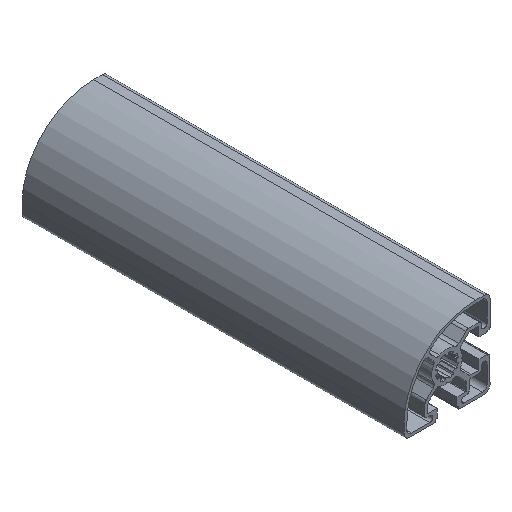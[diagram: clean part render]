
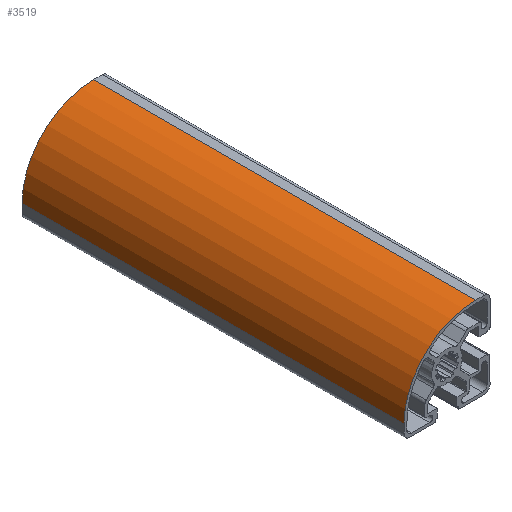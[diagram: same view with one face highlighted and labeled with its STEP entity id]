
A CAD part, isometric view. The second image highlights one B-rep face of the part: STEP entity #3519.
In plain terms, the highlighted cylindrical face has radius 37.5 mm (diameter 75 mm), a partial arc.
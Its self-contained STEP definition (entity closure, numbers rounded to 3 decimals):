
#235=FACE_OUTER_BOUND('',#415,.T.);
#415=EDGE_LOOP('',(#2767,#2768,#2769,#2770));
#618=LINE('',#5617,#932);
#706=LINE('',#5935,#1020);
#932=VECTOR('',#4514,200.);
#1020=VECTOR('',#4858,200.);
#1271=CIRCLE('',#3884,37.5);
#1272=CIRCLE('',#3885,37.5);
#1493=VERTEX_POINT('',#5614);
#1494=VERTEX_POINT('',#5616);
#1595=VERTEX_POINT('',#5932);
#1596=VERTEX_POINT('',#5934);
#1932=EDGE_CURVE('',#1493,#1494,#618,.T.);
#2092=EDGE_CURVE('',#1493,#1595,#1271,.T.);
#2093=EDGE_CURVE('',#1595,#1596,#706,.T.);
#2094=EDGE_CURVE('',#1494,#1596,#1272,.T.);
#2767=ORIENTED_EDGE('',*,*,#2092,.T.);
#2768=ORIENTED_EDGE('',*,*,#2093,.T.);
#2769=ORIENTED_EDGE('',*,*,#2094,.F.);
#2770=ORIENTED_EDGE('',*,*,#1932,.F.);
#3358=CYLINDRICAL_SURFACE('',#3883,37.5);
#3519=ADVANCED_FACE('',(#235),#3358,.T.);
#3883=AXIS2_PLACEMENT_3D('',#5931,#4854,#4855);
#3884=AXIS2_PLACEMENT_3D('',#5933,#4856,#4857);
#3885=AXIS2_PLACEMENT_3D('',#5936,#4859,#4860);
#4514=DIRECTION('',(0.,-1.,0.));
#4854=DIRECTION('center_axis',(0.,1.,0.));
#4855=DIRECTION('ref_axis',(1.,0.,0.));
#4856=DIRECTION('center_axis',(0.,-1.,0.));
#4857=DIRECTION('ref_axis',(1.,0.,0.));
#4858=DIRECTION('',(0.,-1.,0.));
#4859=DIRECTION('center_axis',(0.,-1.,0.));
#4860=DIRECTION('ref_axis',(1.,0.,0.));
#5614=CARTESIAN_POINT('',(15.,200.,22.5));
#5616=CARTESIAN_POINT('',(15.,0.,22.5));
#5617=CARTESIAN_POINT('',(15.,0.,22.5));
#5931=CARTESIAN_POINT('Origin',(15.,0.,-15.));
#5932=CARTESIAN_POINT('',(-22.5,200.,-15.));
#5933=CARTESIAN_POINT('Origin',(15.,200.,-15.));
#5934=CARTESIAN_POINT('',(-22.5,0.,-15.));
#5935=CARTESIAN_POINT('',(-22.5,0.,-15.));
#5936=CARTESIAN_POINT('Origin',(15.,0.,-15.));
